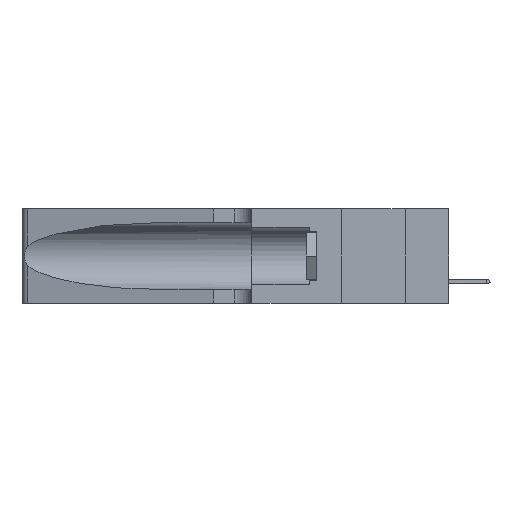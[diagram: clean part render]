
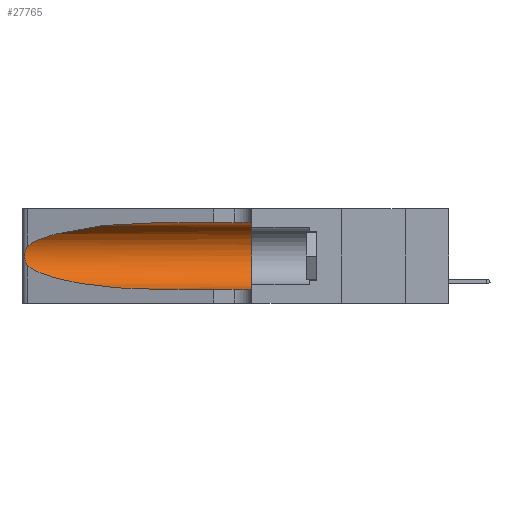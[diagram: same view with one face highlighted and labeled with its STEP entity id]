
A CAD part, left-side view. The second image highlights one B-rep face of the part: STEP entity #27765.
In plain terms, the highlighted cylindrical face has radius 3.308 mm (diameter 6.617 mm), a partial arc.
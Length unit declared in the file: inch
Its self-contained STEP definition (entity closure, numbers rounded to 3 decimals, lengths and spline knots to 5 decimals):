
#41 = CARTESIAN_POINT ( 'NONE',  ( 0.25555, 1.22993, 0.14849 ) ) ;
#134 = CARTESIAN_POINT ( 'NONE',  ( 0.26017, 1.23833, 0.17102 ) ) ;
#233 = CARTESIAN_POINT ( 'NONE',  ( 0.25639, 1.23186, 0.15144 ) ) ;
#1463 = CARTESIAN_POINT ( 'NONE',  ( 0.1305, 0.35, 0.31525 ) ) ;
#1885 = DIRECTION ( 'NONE',  ( 0., -1., 0. ) ) ;
#1994 = CARTESIAN_POINT ( 'NONE',  ( 0.25487, 1.22718, 0.22369 ) ) ;
#2048 = DIRECTION ( 'NONE',  ( 0., 0., -1. ) ) ;
#2226 = CARTESIAN_POINT ( 'NONE',  ( 0.25487, 1.22718, 0.22369 ) ) ;
#2535 = EDGE_CURVE ( 'NONE', #3189, #7543, #6174, .T. ) ;
#2785 = B_SPLINE_CURVE_WITH_KNOTS ( 'NONE', 3,
 ( #22266, #13410, #22646, #13706, #6553, #17740, #13325, #19989, #134, #4320, #8818, #233, #41, #6845 ),
 .UNSPECIFIED., .F., .F.,
 ( 4, 2, 2, 2, 2, 2, 4 ),
 ( 0., 0.00027, 0.00053, 0.00107, 0.0016, 0.00187, 0.00214 ),
 .UNSPECIFIED. ) ;
#3189 = VERTEX_POINT ( 'NONE', #1463 ) ;
#3899 = EDGE_CURVE ( 'NONE', #9691, #3189, #4350, .T. ) ;
#4261 = ORIENTED_EDGE ( 'NONE', *, *, #7781, .T. ) ;
#4320 = CARTESIAN_POINT ( 'NONE',  ( 0.25856, 1.23593, 0.16098 ) ) ;
#4350 = LINE ( 'NONE', #25578, #13115 ) ;
#4399 = EDGE_CURVE ( 'NONE', #9424, #7543, #20075, .T. ) ;
#6174 = CIRCLE ( 'NONE', #15410, 0.13025 ) ;
#6553 = CARTESIAN_POINT ( 'NONE',  ( 0.25854, 1.2359, 0.20912 ) ) ;
#6845 = CARTESIAN_POINT ( 'NONE',  ( 0.25487, 1.22718, 0.14631 ) ) ;
#7543 = VERTEX_POINT ( 'NONE', #13988 ) ;
#7781 = EDGE_CURVE ( 'NONE', #15827, #22774, #2785, .T. ) ;
#8414 = AXIS2_PLACEMENT_3D ( 'NONE', #13292, #15645, #2048 ) ;
#8818 = CARTESIAN_POINT ( 'NONE',  ( 0.25789, 1.23486, 0.15765 ) ) ;
#9424 = VERTEX_POINT ( 'NONE', #12900 ) ;
#9691 = VERTEX_POINT ( 'NONE', #14117 ) ;
#10615 = CARTESIAN_POINT ( 'NONE',  ( 0.1305, 0.72297, 0.31525 ) ) ;
#10792 = CARTESIAN_POINT ( 'NONE',  ( 0.2373, 1.15595, 0.08982 ) ) ;
#11485 = DIRECTION ( 'NONE',  ( 0., 0., 1. ) ) ;
#12900 = CARTESIAN_POINT ( 'NONE',  ( 0.1305, 0.72297, 0.05475 ) ) ;
#13115 = VECTOR ( 'NONE', #16627, 39.37008 ) ;
#13188 = ORIENTED_EDGE ( 'NONE', *, *, #4399, .T. ) ;
#13292 = CARTESIAN_POINT ( 'NONE',  ( 0.1305, 1.61858, 0.185 ) ) ;
#13325 = CARTESIAN_POINT ( 'NONE',  ( 0.26075, 1.23896, 0.19203 ) ) ;
#13398 = CARTESIAN_POINT ( 'NONE',  ( 0.25487, 1.22718, 0.14631 ) ) ;
#13410 = CARTESIAN_POINT ( 'NONE',  ( 0.25555, 1.22994, 0.2215 ) ) ;
#13518 = CARTESIAN_POINT ( 'NONE',  ( 0.1305, 0.35, 0.185 ) ) ;
#13706 = CARTESIAN_POINT ( 'NONE',  ( 0.25787, 1.23484, 0.2124 ) ) ;
#13988 = CARTESIAN_POINT ( 'NONE',  ( 0.1305, 0.35, 0.05475 ) ) ;
#14115 = VECTOR ( 'NONE', #1885, 39.37008 ) ;
#14117 = CARTESIAN_POINT ( 'NONE',  ( 0.1305, 0.72297, 0.31525 ) ) ;
#15108 = CARTESIAN_POINT ( 'NONE',  ( 0.18966, 0.96281, 0.31525 ) ) ;
#15410 = AXIS2_PLACEMENT_3D ( 'NONE', #13518, #18030, #11485 ) ;
#15645 = DIRECTION ( 'NONE',  ( 0., -1., 0. ) ) ;
#15827 = VERTEX_POINT ( 'NONE', #2226 ) ;
#16627 = DIRECTION ( 'NONE',  ( 0., -1., 0. ) ) ;
#17559 = CARTESIAN_POINT ( 'NONE',  ( 0.2373, 1.15595, 0.28018 ) ) ;
#17691 = FACE_OUTER_BOUND ( 'NONE', #28321, .T. ) ;
#17740 = CARTESIAN_POINT ( 'NONE',  ( 0.26018, 1.23835, 0.19895 ) ) ;
#18030 = DIRECTION ( 'NONE',  ( 0., 1., 0. ) ) ;
#19067 =( BOUNDED_CURVE ( )  B_SPLINE_CURVE ( 3, ( #10615, #15108, #17559, #1994 ),
 .UNSPECIFIED., .F., .F. ) 
 B_SPLINE_CURVE_WITH_KNOTS ( ( 4, 4 ),
 ( 1.5708, 2.84003 ),
 .UNSPECIFIED. ) 
 CURVE ( )  GEOMETRIC_REPRESENTATION_ITEM ( )  RATIONAL_B_SPLINE_CURVE ( ( 1., 0.87, 0.87, 1. ) ) 
 REPRESENTATION_ITEM ( '' )  );
#19541 = CARTESIAN_POINT ( 'NONE',  ( 0.25487, 1.22718, 0.14631 ) ) ;
#19989 = CARTESIAN_POINT ( 'NONE',  ( 0.26075, 1.23896, 0.178 ) ) ;
#20011 = ORIENTED_EDGE ( 'NONE', *, *, #23447, .T. ) ;
#20064 = CARTESIAN_POINT ( 'NONE',  ( 0.18966, 0.96281, 0.05475 ) ) ;
#20075 = LINE ( 'NONE', #21675, #14115 ) ;
#21075 =( BOUNDED_CURVE ( )  B_SPLINE_CURVE ( 3, ( #13398, #10792, #20064, #22153 ),
 .UNSPECIFIED., .F., .F. ) 
 B_SPLINE_CURVE_WITH_KNOTS ( ( 4, 4 ),
 ( 3.44316, 4.71239 ),
 .UNSPECIFIED. ) 
 CURVE ( )  GEOMETRIC_REPRESENTATION_ITEM ( )  RATIONAL_B_SPLINE_CURVE ( ( 1., 0.87, 0.87, 1. ) ) 
 REPRESENTATION_ITEM ( '' )  );
#21136 = EDGE_CURVE ( 'NONE', #22774, #9424, #21075, .T. ) ;
#21428 = ORIENTED_EDGE ( 'NONE', *, *, #3899, .F. ) ;
#21675 = CARTESIAN_POINT ( 'NONE',  ( 0.1305, 1.61858, 0.05475 ) ) ;
#22153 = CARTESIAN_POINT ( 'NONE',  ( 0.1305, 0.72297, 0.05475 ) ) ;
#22266 = CARTESIAN_POINT ( 'NONE',  ( 0.25487, 1.22718, 0.22369 ) ) ;
#22272 = CYLINDRICAL_SURFACE ( 'NONE', #8414, 0.13025 ) ;
#22646 = CARTESIAN_POINT ( 'NONE',  ( 0.25639, 1.23184, 0.21858 ) ) ;
#22774 = VERTEX_POINT ( 'NONE', #19541 ) ;
#23447 = EDGE_CURVE ( 'NONE', #9691, #15827, #19067, .T. ) ;
#25093 = ORIENTED_EDGE ( 'NONE', *, *, #2535, .F. ) ;
#25578 = CARTESIAN_POINT ( 'NONE',  ( 0.1305, 1.61858, 0.31525 ) ) ;
#27731 = ORIENTED_EDGE ( 'NONE', *, *, #21136, .T. ) ;
#27765 = ADVANCED_FACE ( 'NONE', ( #17691 ), #22272, .F. ) ;
#28321 = EDGE_LOOP ( 'NONE', ( #20011, #4261, #27731, #13188, #25093, #21428 ) ) ;
